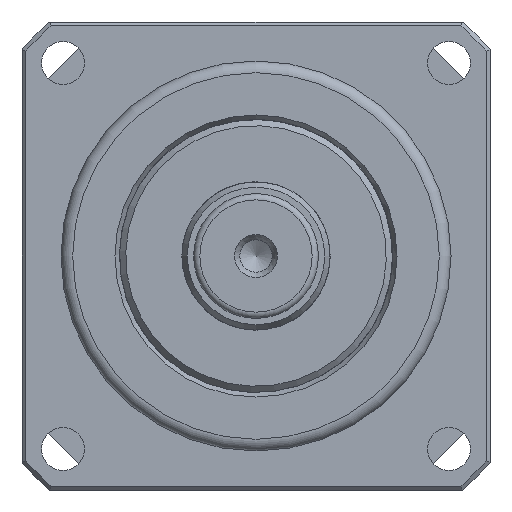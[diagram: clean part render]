
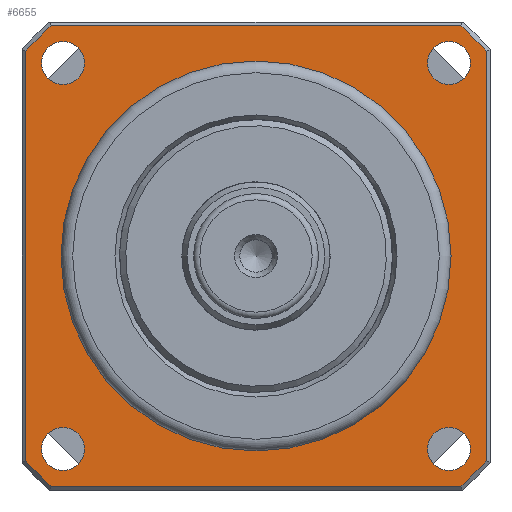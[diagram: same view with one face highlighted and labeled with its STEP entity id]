
A CAD part, left-side view. The second image highlights one B-rep face of the part: STEP entity #6655.
In plain terms, the highlighted planar face has unit normal (-1, 0, 0).
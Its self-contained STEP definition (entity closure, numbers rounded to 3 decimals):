
#464=LINE('',#11076,#783);
#465=LINE('',#11080,#784);
#466=LINE('',#11084,#785);
#467=LINE('',#11088,#786);
#783=VECTOR('',#8877,52.536);
#784=VECTOR('',#8880,52.536);
#785=VECTOR('',#8883,52.536);
#786=VECTOR('',#8886,52.536);
#1500=FACE_BOUND('',#2390,.T.);
#1501=FACE_BOUND('',#2391,.T.);
#1502=FACE_BOUND('',#2392,.T.);
#1503=FACE_BOUND('',#2393,.T.);
#1504=FACE_BOUND('',#2394,.T.);
#1837=FACE_OUTER_BOUND('',#2389,.T.);
#2389=EDGE_LOOP('',(#5499,#5500,#5501,#5502,#5503,#5504,#5505,#5506));
#2390=EDGE_LOOP('',(#5507));
#2391=EDGE_LOOP('',(#5508));
#2392=EDGE_LOOP('',(#5509));
#2393=EDGE_LOOP('',(#5510));
#2394=EDGE_LOOP('',(#5511));
#2872=CIRCLE('',#7362,2.75);
#2874=CIRCLE('',#7365,2.75);
#2876=CIRCLE('',#7368,2.75);
#2878=CIRCLE('',#7371,2.75);
#2879=CIRCLE('',#7373,39.5);
#2880=CIRCLE('',#7374,39.5);
#2881=CIRCLE('',#7375,39.5);
#2882=CIRCLE('',#7376,39.5);
#2883=CIRCLE('',#7377,25.);
#3355=VERTEX_POINT('',#11056);
#3357=VERTEX_POINT('',#11061);
#3359=VERTEX_POINT('',#11066);
#3361=VERTEX_POINT('',#11071);
#3362=VERTEX_POINT('',#11074);
#3363=VERTEX_POINT('',#11075);
#3364=VERTEX_POINT('',#11077);
#3365=VERTEX_POINT('',#11079);
#3366=VERTEX_POINT('',#11081);
#3367=VERTEX_POINT('',#11083);
#3368=VERTEX_POINT('',#11085);
#3369=VERTEX_POINT('',#11087);
#3370=VERTEX_POINT('',#11090);
#4130=EDGE_CURVE('',#3355,#3355,#2872,.T.);
#4132=EDGE_CURVE('',#3357,#3357,#2874,.T.);
#4134=EDGE_CURVE('',#3359,#3359,#2876,.T.);
#4136=EDGE_CURVE('',#3361,#3361,#2878,.T.);
#4137=EDGE_CURVE('',#3362,#3363,#464,.T.);
#4138=EDGE_CURVE('',#3364,#3362,#2879,.T.);
#4139=EDGE_CURVE('',#3365,#3364,#465,.T.);
#4140=EDGE_CURVE('',#3366,#3365,#2880,.T.);
#4141=EDGE_CURVE('',#3367,#3366,#466,.T.);
#4142=EDGE_CURVE('',#3368,#3367,#2881,.T.);
#4143=EDGE_CURVE('',#3369,#3368,#467,.T.);
#4144=EDGE_CURVE('',#3363,#3369,#2882,.T.);
#4145=EDGE_CURVE('',#3370,#3370,#2883,.T.);
#5499=ORIENTED_EDGE('',*,*,#4137,.F.);
#5500=ORIENTED_EDGE('',*,*,#4138,.F.);
#5501=ORIENTED_EDGE('',*,*,#4139,.F.);
#5502=ORIENTED_EDGE('',*,*,#4140,.F.);
#5503=ORIENTED_EDGE('',*,*,#4141,.F.);
#5504=ORIENTED_EDGE('',*,*,#4142,.F.);
#5505=ORIENTED_EDGE('',*,*,#4143,.F.);
#5506=ORIENTED_EDGE('',*,*,#4144,.F.);
#5507=ORIENTED_EDGE('',*,*,#4145,.T.);
#5508=ORIENTED_EDGE('',*,*,#4130,.T.);
#5509=ORIENTED_EDGE('',*,*,#4132,.T.);
#5510=ORIENTED_EDGE('',*,*,#4134,.T.);
#5511=ORIENTED_EDGE('',*,*,#4136,.T.);
#6310=PLANE('',#7372);
#6655=ADVANCED_FACE('',(#1837,#1500,#1501,#1502,#1503,#1504),#6310,.T.);
#7362=AXIS2_PLACEMENT_3D('',#11057,#8855,#8856);
#7365=AXIS2_PLACEMENT_3D('',#11062,#8861,#8862);
#7368=AXIS2_PLACEMENT_3D('',#11067,#8867,#8868);
#7371=AXIS2_PLACEMENT_3D('',#11072,#8873,#8874);
#7372=AXIS2_PLACEMENT_3D('',#11073,#8875,#8876);
#7373=AXIS2_PLACEMENT_3D('',#11078,#8878,#8879);
#7374=AXIS2_PLACEMENT_3D('',#11082,#8881,#8882);
#7375=AXIS2_PLACEMENT_3D('',#11086,#8884,#8885);
#7376=AXIS2_PLACEMENT_3D('',#11089,#8887,#8888);
#7377=AXIS2_PLACEMENT_3D('',#11091,#8889,#8890);
#8855=DIRECTION('center_axis',(1.,0.,0.));
#8856=DIRECTION('ref_axis',(0.,0.,
-1.));
#8861=DIRECTION('center_axis',(1.,0.,0.));
#8862=DIRECTION('ref_axis',(0.,1.,0.));
#8867=DIRECTION('center_axis',(1.,0.,0.));
#8868=DIRECTION('ref_axis',(0.,0.,
1.));
#8873=DIRECTION('center_axis',(1.,0.,0.));
#8874=DIRECTION('ref_axis',(0.,-1.,0.));
#8875=DIRECTION('center_axis',(-1.,0.,0.));
#8876=DIRECTION('ref_axis',(0.,0.,1.));
#8877=DIRECTION('',(0.,1.,0.));
#8878=DIRECTION('center_axis',(1.,0.,0.));
#8879=DIRECTION('ref_axis',(0.,0.,
-1.));
#8880=DIRECTION('',(0.,0.,-1.));
#8881=DIRECTION('center_axis',(1.,0.,0.));
#8882=DIRECTION('ref_axis',(0.,0.,
1.));
#8883=DIRECTION('',(0.,-1.,0.));
#8884=DIRECTION('center_axis',(1.,0.,0.));
#8885=DIRECTION('ref_axis',(0.,0.,
1.));
#8886=DIRECTION('',(0.,0.,1.));
#8887=DIRECTION('center_axis',(1.,0.,0.));
#8888=DIRECTION('ref_axis',(0.,0.,
-1.));
#8889=DIRECTION('center_axis',(1.,0.,0.));
#8890=DIRECTION('ref_axis',(0.,0.,
-1.));
#11056=CARTESIAN_POINT('',(-38.878,-75.434,40.04));
#11057=CARTESIAN_POINT('Origin',(-38.878,-75.434,37.29));
#11061=CARTESIAN_POINT('',(-38.878,-78.184,-12.208));
#11062=CARTESIAN_POINT('Origin',(-38.878,-75.434,-12.208));
#11066=CARTESIAN_POINT('',(-38.878,-25.937,-14.958));
#11067=CARTESIAN_POINT('Origin',(-38.878,-25.937,-12.208));
#11071=CARTESIAN_POINT('',(-38.878,-23.187,37.29));
#11072=CARTESIAN_POINT('Origin',(-38.878,-25.937,37.29));
#11073=CARTESIAN_POINT('Origin',(-38.878,-50.685,12.541));
#11074=CARTESIAN_POINT('',(-38.878,-76.953,-16.959));
#11075=CARTESIAN_POINT('',(-38.878,-24.417,-16.959));
#11076=CARTESIAN_POINT('',(-38.878,-35.685,-16.959));
#11077=CARTESIAN_POINT('',(-38.878,-80.185,-13.727));
#11078=CARTESIAN_POINT('Origin',(-38.878,-50.685,12.541));
#11079=CARTESIAN_POINT('',(-38.878,-80.185,38.809));
#11080=CARTESIAN_POINT('',(-38.878,-80.185,-2.459));
#11081=CARTESIAN_POINT('',(-38.878,-76.953,42.041));
#11082=CARTESIAN_POINT('Origin',(-38.878,-50.685,12.541));
#11083=CARTESIAN_POINT('',(-38.878,-24.417,42.041));
#11084=CARTESIAN_POINT('',(-38.878,-65.685,42.041));
#11085=CARTESIAN_POINT('',(-38.878,-21.185,38.809));
#11086=CARTESIAN_POINT('Origin',(-38.878,-50.685,12.541));
#11087=CARTESIAN_POINT('',(-38.878,-21.185,-13.727));
#11088=CARTESIAN_POINT('',(-38.878,-21.185,27.541));
#11089=CARTESIAN_POINT('Origin',(-38.878,-50.685,12.541));
#11090=CARTESIAN_POINT('',(-38.878,-50.685,37.541));
#11091=CARTESIAN_POINT('Origin',(-38.878,-50.685,12.541));
